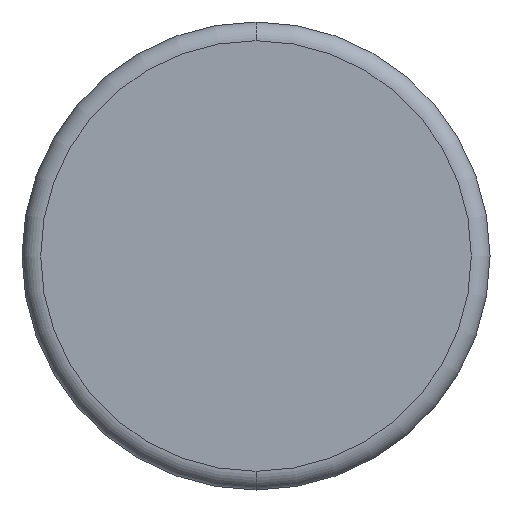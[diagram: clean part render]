
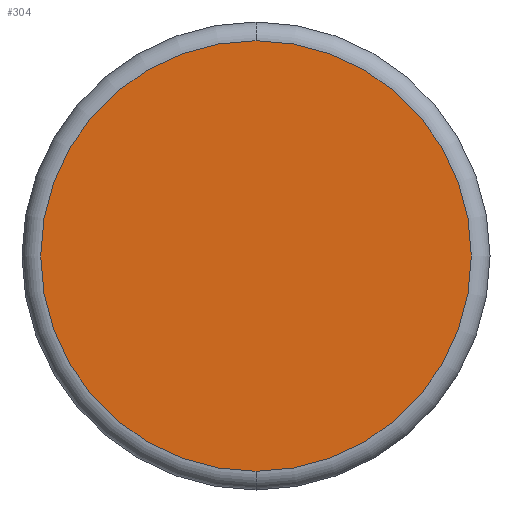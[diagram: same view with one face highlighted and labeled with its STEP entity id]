
A CAD part, front view. The second image highlights one B-rep face of the part: STEP entity #304.
In plain terms, the highlighted planar face has unit normal (0, -1, 0).
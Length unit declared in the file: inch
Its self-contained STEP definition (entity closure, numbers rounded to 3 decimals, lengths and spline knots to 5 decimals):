
#71 = CIRCLE ( 'NONE', #545, 0.345 ) ;
#98 = EDGE_LOOP ( 'NONE', ( #400, #413 ) ) ;
#107 = CIRCLE ( 'NONE', #297, 0.345 ) ;
#145 = EDGE_CURVE ( 'NONE', #333, #427, #107, .T. ) ;
#171 = CARTESIAN_POINT ( 'NONE',  ( 0., 0., 0.345 ) ) ;
#200 = CARTESIAN_POINT ( 'NONE',  ( 0., 0., 0. ) ) ;
#204 = CARTESIAN_POINT ( 'NONE',  ( 0., 0., -0.345 ) ) ;
#236 = DIRECTION ( 'NONE',  ( 0., 0., -1. ) ) ;
#266 = FACE_OUTER_BOUND ( 'NONE', #98, .T. ) ;
#297 = AXIS2_PLACEMENT_3D ( 'NONE', #449, #369, #236 ) ;
#304 = ADVANCED_FACE ( 'NONE', ( #266 ), #432, .T. ) ;
#333 = VERTEX_POINT ( 'NONE', #204 ) ;
#339 = AXIS2_PLACEMENT_3D ( 'NONE', #447, #487, #489 ) ;
#369 = DIRECTION ( 'NONE',  ( 0., -1., 0. ) ) ;
#375 = DIRECTION ( 'NONE',  ( 0., 0., -1. ) ) ;
#400 = ORIENTED_EDGE ( 'NONE', *, *, #145, .T. ) ;
#413 = ORIENTED_EDGE ( 'NONE', *, *, #534, .T. ) ;
#427 = VERTEX_POINT ( 'NONE', #171 ) ;
#432 = PLANE ( 'NONE',  #339 ) ;
#447 = CARTESIAN_POINT ( 'NONE',  ( 0., 0., 0. ) ) ;
#449 = CARTESIAN_POINT ( 'NONE',  ( 0., 0., 0. ) ) ;
#487 = DIRECTION ( 'NONE',  ( 0., -1., 0. ) ) ;
#489 = DIRECTION ( 'NONE',  ( 0., 0., -1. ) ) ;
#528 = DIRECTION ( 'NONE',  ( 0., -1., 0. ) ) ;
#534 = EDGE_CURVE ( 'NONE', #427, #333, #71, .T. ) ;
#545 = AXIS2_PLACEMENT_3D ( 'NONE', #200, #528, #375 ) ;
